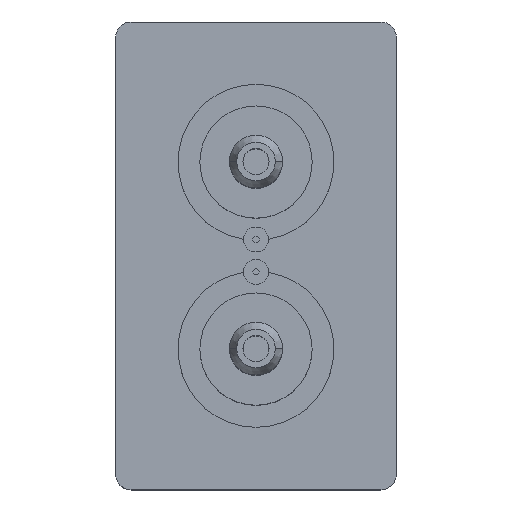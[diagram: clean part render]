
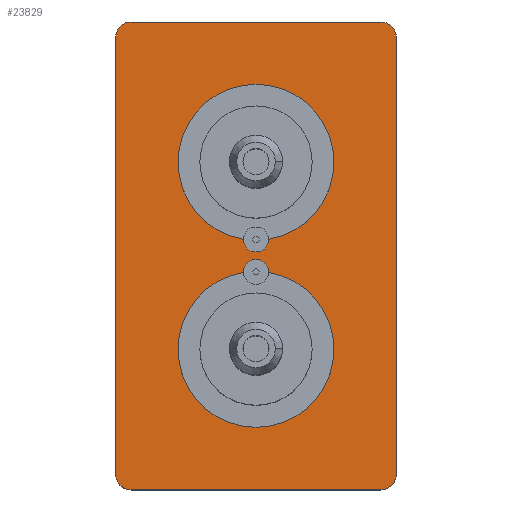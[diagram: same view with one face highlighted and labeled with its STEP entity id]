
A CAD part, top view. The second image highlights one B-rep face of the part: STEP entity #23829.
In plain terms, the highlighted planar face has unit normal (0, 0, 1).
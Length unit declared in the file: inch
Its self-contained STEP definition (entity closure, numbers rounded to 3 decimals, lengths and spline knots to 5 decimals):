
#16259=DIRECTION('',(0.,-1.,0.));
#16260=VECTOR('',#16259,0.7);
#16261=CARTESIAN_POINT('',(-0.225,0.725,0.));
#16262=LINE('',#16261,#16260);
#16851=CARTESIAN_POINT('',(0.,0.525,0.));
#16852=DIRECTION('',(0.,0.,-1.));
#16853=DIRECTION('',(-1.,0.,0.));
#16854=AXIS2_PLACEMENT_3D('',#16851,#16852,#16853);
#16856=CARTESIAN_POINT('',(0.,0.525,0.));
#16857=DIRECTION('',(0.,0.,-1.));
#16858=DIRECTION('',(1.,0.,0.));
#16859=AXIS2_PLACEMENT_3D('',#16856,#16857,#16858);
#16861=CARTESIAN_POINT('',(0.,0.225,0.));
#16862=DIRECTION('',(0.,0.,-1.));
#16863=DIRECTION('',(1.,0.,0.));
#16864=AXIS2_PLACEMENT_3D('',#16861,#16862,#16863);
#16866=CARTESIAN_POINT('',(0.,0.225,0.));
#16867=DIRECTION('',(0.,0.,-1.));
#16868=DIRECTION('',(-1.,0.,0.));
#16869=AXIS2_PLACEMENT_3D('',#16866,#16867,#16868);
#16871=CARTESIAN_POINT('',(0.2,0.725,0.));
#16872=DIRECTION('',(0.,0.,1.));
#16873=DIRECTION('',(1.,0.,0.));
#16874=AXIS2_PLACEMENT_3D('',#16871,#16872,#16873);
#16876=CARTESIAN_POINT('',(0.2,0.025,0.));
#16877=DIRECTION('',(0.,0.,1.));
#16878=DIRECTION('',(0.,-1.,0.));
#16879=AXIS2_PLACEMENT_3D('',#16876,#16877,#16878);
#16881=CARTESIAN_POINT('',(-0.2,0.025,0.));
#16882=DIRECTION('',(0.,0.,1.));
#16883=DIRECTION('',(-1.,0.,0.));
#16884=AXIS2_PLACEMENT_3D('',#16881,#16882,#16883);
#16886=CARTESIAN_POINT('',(-0.2,0.725,0.));
#16887=DIRECTION('',(0.,0.,1.));
#16888=DIRECTION('',(0.,1.,0.));
#16889=AXIS2_PLACEMENT_3D('',#16886,#16887,#16888);
#16891=DIRECTION('',(1.,0.,0.));
#16892=VECTOR('',#16891,0.4);
#16893=CARTESIAN_POINT('',(-0.2,0.75,0.));
#16894=LINE('',#16893,#16892);
#17106=DIRECTION('',(1.,0.,0.));
#17107=VECTOR('',#17106,0.4);
#17108=CARTESIAN_POINT('',(-0.2,0.,0.));
#17109=LINE('',#17108,#17107);
#17150=DIRECTION('',(0.,-1.,0.));
#17151=VECTOR('',#17150,0.7);
#17152=CARTESIAN_POINT('',(0.225,0.725,0.));
#17153=LINE('',#17152,#17151);
#21769=CARTESIAN_POINT('',(-0.101,0.525,0.));
#21770=CARTESIAN_POINT('',(0.101,0.525,0.));
#21771=VERTEX_POINT('',#21769);
#21772=VERTEX_POINT('',#21770);
#21777=CARTESIAN_POINT('',(0.101,0.225,0.));
#21778=CARTESIAN_POINT('',(-0.101,0.225,0.));
#21779=VERTEX_POINT('',#21777);
#21780=VERTEX_POINT('',#21778);
#21811=CARTESIAN_POINT('',(0.225,0.725,0.));
#21812=CARTESIAN_POINT('',(0.2,0.75,0.));
#21813=VERTEX_POINT('',#21811);
#21814=VERTEX_POINT('',#21812);
#21820=CARTESIAN_POINT('',(-0.2,0.75,0.));
#21821=VERTEX_POINT('',#21820);
#21822=CARTESIAN_POINT('',(-0.225,0.725,0.));
#21823=VERTEX_POINT('',#21822);
#21824=CARTESIAN_POINT('',(-0.225,0.025,0.));
#21825=CARTESIAN_POINT('',(-0.2,0.,0.));
#21826=VERTEX_POINT('',#21824);
#21827=VERTEX_POINT('',#21825);
#21833=CARTESIAN_POINT('',(0.2,0.,0.));
#21834=VERTEX_POINT('',#21833);
#21835=CARTESIAN_POINT('',(0.225,0.025,0.));
#21836=VERTEX_POINT('',#21835);
#23797=CARTESIAN_POINT('',(-0.225,0.75,0.));
#23798=DIRECTION('',(0.,0.,1.));
#23799=DIRECTION('',(0.,-1.,0.));
#23800=AXIS2_PLACEMENT_3D('',#23797,#23798,#23799);
#23801=PLANE('',#23800);
#23802=ORIENTED_EDGE('',*,*,#23787,.F.);
#23804=ORIENTED_EDGE('',*,*,#23803,.T.);
#23806=ORIENTED_EDGE('',*,*,#23805,.F.);
#23808=ORIENTED_EDGE('',*,*,#23807,.F.);
#23810=ORIENTED_EDGE('',*,*,#23809,.F.);
#23811=ORIENTED_EDGE('',*,*,#23462,.F.);
#23812=ORIENTED_EDGE('',*,*,#23758,.F.);
#23814=ORIENTED_EDGE('',*,*,#23813,.T.);
#23815=EDGE_LOOP('',(#23802,#23804,#23806,#23808,#23810,#23811,#23812,#23814));
#23816=FACE_OUTER_BOUND('',#23815,.F.);
#23818=ORIENTED_EDGE('',*,*,#23817,.F.);
#23820=ORIENTED_EDGE('',*,*,#23819,.F.);
#23821=EDGE_LOOP('',(#23818,#23820));
#23822=FACE_BOUND('',#23821,.F.);
#23824=ORIENTED_EDGE('',*,*,#23823,.F.);
#23826=ORIENTED_EDGE('',*,*,#23825,.F.);
#23827=EDGE_LOOP('',(#23824,#23826));
#23828=FACE_BOUND('',#23827,.F.);
#23829=ADVANCED_FACE('',(#23816,#23822,#23828),#23801,.T.);
#16855=CIRCLE('',#16854,0.101);
#16860=CIRCLE('',#16859,0.101);
#16865=CIRCLE('',#16864,0.101);
#16870=CIRCLE('',#16869,0.101);
#16875=CIRCLE('',#16874,0.025);
#16880=CIRCLE('',#16879,0.025);
#16885=CIRCLE('',#16884,0.025);
#16890=CIRCLE('',#16889,0.025);
#23462=EDGE_CURVE('',#21823,#21826,#16262,.T.);
#23758=EDGE_CURVE('',#21821,#21823,#16890,.T.);
#23787=EDGE_CURVE('',#21813,#21814,#16875,.T.);
#23803=EDGE_CURVE('',#21813,#21836,#17153,.T.);
#23805=EDGE_CURVE('',#21834,#21836,#16880,.T.);
#23807=EDGE_CURVE('',#21827,#21834,#17109,.T.);
#23809=EDGE_CURVE('',#21826,#21827,#16885,.T.);
#23813=EDGE_CURVE('',#21821,#21814,#16894,.T.);
#23817=EDGE_CURVE('',#21779,#21780,#16865,.T.);
#23819=EDGE_CURVE('',#21780,#21779,#16870,.T.);
#23823=EDGE_CURVE('',#21771,#21772,#16855,.T.);
#23825=EDGE_CURVE('',#21772,#21771,#16860,.T.);
